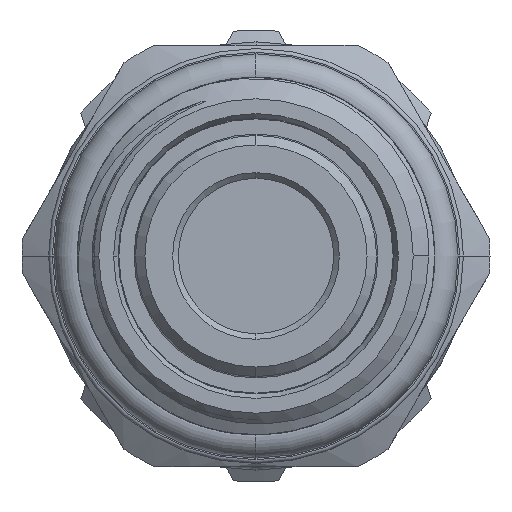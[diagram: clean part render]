
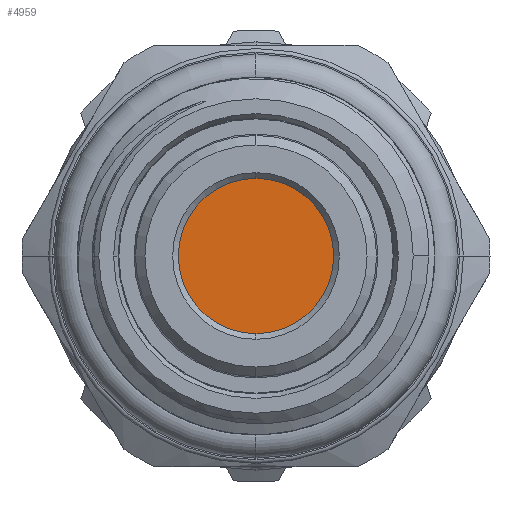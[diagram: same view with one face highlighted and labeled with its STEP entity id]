
A CAD part, left-side view. The second image highlights one B-rep face of the part: STEP entity #4959.
In plain terms, the highlighted planar face has unit normal (-1, 0, 0).
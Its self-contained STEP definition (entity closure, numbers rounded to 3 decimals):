
#620 = CARTESIAN_POINT ( 'NONE',  ( 4.595, 0., 0. ) ) ;
#946 = EDGE_CURVE ( 'NONE', #7870, #8782, #8964, .T. ) ;
#1445 = PLANE ( 'NONE',  #3975 ) ;
#1543 = DIRECTION ( 'NONE',  ( 0., 0., -1. ) ) ;
#2565 = DIRECTION ( 'NONE',  ( 1., 0., 0. ) ) ;
#2841 = CARTESIAN_POINT ( 'NONE',  ( 4.595, 0., 0. ) ) ;
#2902 = DIRECTION ( 'NONE',  ( 1., 0., 0. ) ) ;
#3349 = ORIENTED_EDGE ( 'NONE', *, *, #946, .F. ) ;
#3838 = EDGE_LOOP ( 'NONE', ( #3349, #8263 ) ) ;
#3975 = AXIS2_PLACEMENT_3D ( 'NONE', #620, #5478, #7540 ) ;
#4959 = ADVANCED_FACE ( 'NONE', ( #5755 ), #1445, .F. ) ;
#5163 = CIRCLE ( 'NONE', #7250, 4.09 ) ;
#5408 = EDGE_CURVE ( 'NONE', #8782, #7870, #5163, .T. ) ;
#5478 = DIRECTION ( 'NONE',  ( 1., 0., 0. ) ) ;
#5520 = CARTESIAN_POINT ( 'NONE',  ( 4.595, 0., 4.09 ) ) ;
#5755 = FACE_OUTER_BOUND ( 'NONE', #3838, .T. ) ;
#7250 = AXIS2_PLACEMENT_3D ( 'NONE', #2841, #2902, #1543 ) ;
#7252 = CARTESIAN_POINT ( 'NONE',  ( 4.595, 0., -4.09 ) ) ;
#7540 = DIRECTION ( 'NONE',  ( 0., 0., -1. ) ) ;
#7825 = AXIS2_PLACEMENT_3D ( 'NONE', #8056, #2565, #8084 ) ;
#7870 = VERTEX_POINT ( 'NONE', #5520 ) ;
#8056 = CARTESIAN_POINT ( 'NONE',  ( 4.595, 0., 0. ) ) ;
#8084 = DIRECTION ( 'NONE',  ( 0., 0., -1. ) ) ;
#8263 = ORIENTED_EDGE ( 'NONE', *, *, #5408, .F. ) ;
#8782 = VERTEX_POINT ( 'NONE', #7252 ) ;
#8964 = CIRCLE ( 'NONE', #7825, 4.09 ) ;
